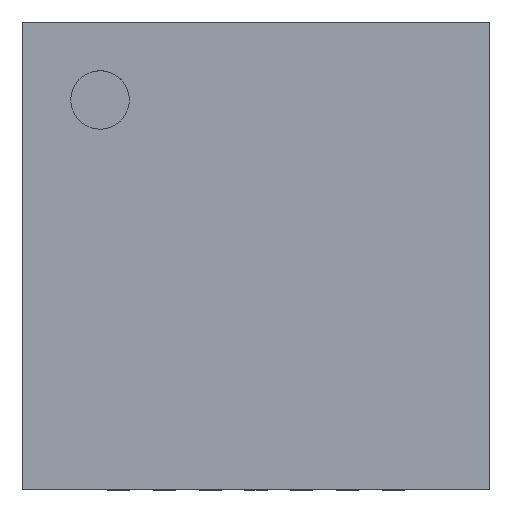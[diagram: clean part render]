
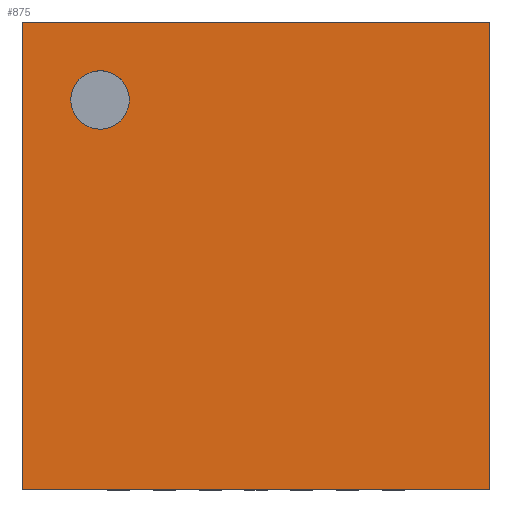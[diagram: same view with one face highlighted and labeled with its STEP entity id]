
A CAD part, top view. The second image highlights one B-rep face of the part: STEP entity #875.
In plain terms, the highlighted planar face has unit normal (0, 0, 1).
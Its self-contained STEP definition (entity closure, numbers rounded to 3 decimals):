
#13 = PLANE ( 'NONE',  #1206 ) ;
#77 = CARTESIAN_POINT ( 'NONE',  ( 0.85, 4.25, 1. ) ) ;
#96 = EDGE_LOOP ( 'NONE', ( #468, #764, #745, #958 ) ) ;
#113 = VERTEX_POINT ( 'NONE', #1372 ) ;
#119 = VERTEX_POINT ( 'NONE', #1369 ) ;
#124 = CARTESIAN_POINT ( 'NONE',  ( 0., 0., 1. ) ) ;
#141 = EDGE_CURVE ( 'NONE', #119, #113, #1123, .T. ) ;
#222 = LINE ( 'NONE', #124, #518 ) ;
#293 = CARTESIAN_POINT ( 'NONE',  ( 5.1, 0., 1. ) ) ;
#319 = CARTESIAN_POINT ( 'NONE',  ( 0.85, 4.25, 1. ) ) ;
#366 = VERTEX_POINT ( 'NONE', #1264 ) ;
#368 = DIRECTION ( 'NONE',  ( 1., 0., 0. ) ) ;
#403 = DIRECTION ( 'NONE',  ( 0., -1., 0. ) ) ;
#411 = CIRCLE ( 'NONE', #877, 0.319 ) ;
#468 = ORIENTED_EDGE ( 'NONE', *, *, #1425, .F. ) ;
#477 = DIRECTION ( 'NONE',  ( 1., 0., 0. ) ) ;
#518 = VECTOR ( 'NONE', #612, 1000. ) ;
#533 = EDGE_LOOP ( 'NONE', ( #811, #1283 ) ) ;
#536 = EDGE_CURVE ( 'NONE', #366, #646, #869, .T. ) ;
#566 = VECTOR ( 'NONE', #403, 1000. ) ;
#588 = DIRECTION ( 'NONE',  ( 0., 0., -1. ) ) ;
#612 = DIRECTION ( 'NONE',  ( 1., 0., 0. ) ) ;
#628 = DIRECTION ( 'NONE',  ( 0., 0., 1. ) ) ;
#646 = VERTEX_POINT ( 'NONE', #1010 ) ;
#649 = VECTOR ( 'NONE', #667, 1000. ) ;
#663 = VERTEX_POINT ( 'NONE', #293 ) ;
#667 = DIRECTION ( 'NONE',  ( 0., -1., 0. ) ) ;
#732 = EDGE_CURVE ( 'NONE', #113, #119, #411, .T. ) ;
#745 = ORIENTED_EDGE ( 'NONE', *, *, #536, .T. ) ;
#764 = ORIENTED_EDGE ( 'NONE', *, *, #1365, .F. ) ;
#805 = FACE_BOUND ( 'NONE', #533, .T. ) ;
#811 = ORIENTED_EDGE ( 'NONE', *, *, #732, .T. ) ;
#869 = LINE ( 'NONE', #1371, #566 ) ;
#875 = ADVANCED_FACE ( 'NONE', ( #805, #1262 ), #13, .T. ) ;
#877 = AXIS2_PLACEMENT_3D ( 'NONE', #77, #588, #368 ) ;
#908 = CARTESIAN_POINT ( 'NONE',  ( 5.1, 0., 1. ) ) ;
#934 = EDGE_CURVE ( 'NONE', #646, #663, #222, .T. ) ;
#958 = ORIENTED_EDGE ( 'NONE', *, *, #934, .T. ) ;
#967 = CARTESIAN_POINT ( 'NONE',  ( 0., 0., 1. ) ) ;
#1010 = CARTESIAN_POINT ( 'NONE',  ( 0., 0., 1. ) ) ;
#1054 = VECTOR ( 'NONE', #477, 1000. ) ;
#1069 = DIRECTION ( 'NONE',  ( 1., 0., 0. ) ) ;
#1090 = CARTESIAN_POINT ( 'NONE',  ( 5.1, 5.1, 1. ) ) ;
#1114 = LINE ( 'NONE', #1451, #1054 ) ;
#1123 = CIRCLE ( 'NONE', #1438, 0.319 ) ;
#1188 = DIRECTION ( 'NONE',  ( 1., 0., 0. ) ) ;
#1206 = AXIS2_PLACEMENT_3D ( 'NONE', #967, #628, #1188 ) ;
#1262 = FACE_OUTER_BOUND ( 'NONE', #96, .T. ) ;
#1264 = CARTESIAN_POINT ( 'NONE',  ( 0., 5.1, 1. ) ) ;
#1278 = DIRECTION ( 'NONE',  ( 0., 0., -1. ) ) ;
#1283 = ORIENTED_EDGE ( 'NONE', *, *, #141, .T. ) ;
#1351 = LINE ( 'NONE', #908, #649 ) ;
#1365 = EDGE_CURVE ( 'NONE', #366, #1373, #1114, .T. ) ;
#1369 = CARTESIAN_POINT ( 'NONE',  ( 0.531, 4.25, 1. ) ) ;
#1371 = CARTESIAN_POINT ( 'NONE',  ( 0., 0., 1. ) ) ;
#1372 = CARTESIAN_POINT ( 'NONE',  ( 1.169, 4.25, 1. ) ) ;
#1373 = VERTEX_POINT ( 'NONE', #1090 ) ;
#1425 = EDGE_CURVE ( 'NONE', #1373, #663, #1351, .T. ) ;
#1438 = AXIS2_PLACEMENT_3D ( 'NONE', #319, #1278, #1069 ) ;
#1451 = CARTESIAN_POINT ( 'NONE',  ( 0., 5.1, 1. ) ) ;
